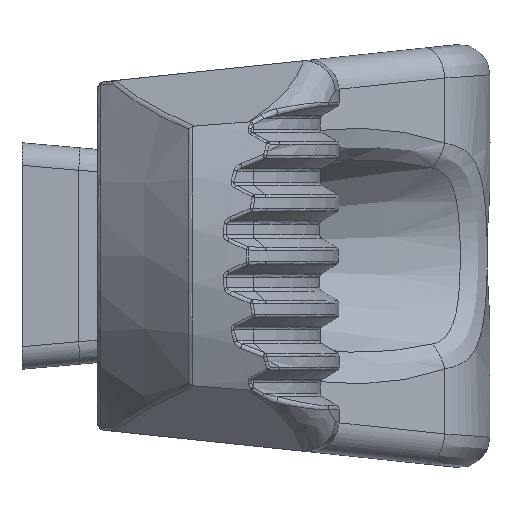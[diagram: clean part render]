
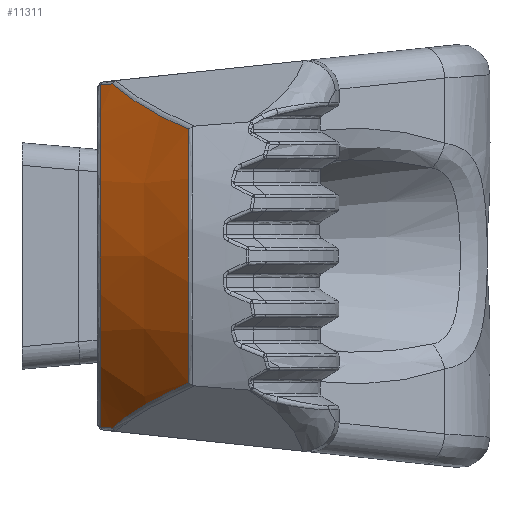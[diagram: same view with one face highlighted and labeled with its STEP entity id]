
A CAD part, left-side view. The second image highlights one B-rep face of the part: STEP entity #11311.
In plain terms, the highlighted conical face has half-angle 40 degrees and reference radius 31.3 mm.
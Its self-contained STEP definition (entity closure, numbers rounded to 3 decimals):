
#472 = CARTESIAN_POINT ( 'NONE',  ( -29.313, -9.471, -20.188 ) ) ;
#648 = CARTESIAN_POINT ( 'NONE',  ( -23.376, -5.975, -22.805 ) ) ;
#927 = CONICAL_SURFACE ( 'NONE', #23956, 31.3, 0.698 ) ;
#1923 = VERTEX_POINT ( 'NONE', #11506 ) ;
#1955 = CARTESIAN_POINT ( 'NONE',  ( -23.376, -5.975, 22.805 ) ) ;
#2068 = CARTESIAN_POINT ( 'NONE',  ( -31.482, -11.036, 19.264 ) ) ;
#3240 = CARTESIAN_POINT ( 'NONE',  ( -27.735, -8.414, -20.869 ) ) ;
#4840 = CARTESIAN_POINT ( 'NONE',  ( -33.291, -12.443, 18.505 ) ) ;
#5877 = AXIS2_PLACEMENT_3D ( 'NONE', #13196, #32520, #15955 ) ;
#6021 = CARTESIAN_POINT ( 'NONE',  ( -25.8, -7.239, -21.718 ) ) ;
#6799 = ORIENTED_EDGE ( 'NONE', *, *, #26496, .F. ) ;
#7044 =( BOUNDED_CURVE ( )  B_SPLINE_CURVE ( 3, ( #27901, #22459, #25225, #8663, #28012, #11456, #30776, #14221, #33568, #16996, #472, #19777, #3240, #22578, #6021, #25358, #8778, #28128 ),
 .UNSPECIFIED., .F., .F. ) 
 B_SPLINE_CURVE_WITH_KNOTS ( ( 4, 2, 2, 2, 2, 2, 2, 2, 4 ),
 ( 0., 0.23, 0.361, 0.492, 0.557, 0.623, 0.754, 0.885, 1. ),
 .UNSPECIFIED. ) 
 CURVE ( )  GEOMETRIC_REPRESENTATION_ITEM ( )  RATIONAL_B_SPLINE_CURVE ( ( 1., 1., 1., 1., 1., 1., 1., 1., 1., 1., 1., 1., 1., 1., 1., 1., 1., 1. ) ) 
 REPRESENTATION_ITEM ( '' )  );
#7507 = CARTESIAN_POINT ( 'NONE',  ( -24.56, -6.561, 22.271 ) ) ;
#7634 = CARTESIAN_POINT ( 'NONE',  ( -35.503, -14.263, 17.589 ) ) ;
#8663 = CARTESIAN_POINT ( 'NONE',  ( -33.885, -12.923, -18.258 ) ) ;
#8778 = CARTESIAN_POINT ( 'NONE',  ( -23.972, -6.259, -22.535 ) ) ;
#8844 = DIRECTION ( 'NONE',  ( 0., 0., -1. ) ) ;
#8961 = CARTESIAN_POINT ( 'NONE',  ( -22.196, -4.891, -22.703 ) ) ;
#9131 = FACE_OUTER_BOUND ( 'NONE', #34444, .T. ) ;
#10289 = CARTESIAN_POINT ( 'NONE',  ( -26.45, -7.62, 21.432 ) ) ;
#10401 = CARTESIAN_POINT ( 'NONE',  ( -37.515, -16.027, 16.77 ) ) ;
#10940 = ORIENTED_EDGE ( 'NONE', *, *, #27394, .F. ) ;
#10952 = CIRCLE ( 'NONE', #5877, 31.3 ) ;
#11311 = ADVANCED_FACE ( 'NONE', ( #9131 ), #927, .T. ) ;
#11329 = EDGE_CURVE ( 'NONE', #30266, #15899, #22605, .T. ) ;
#11456 = CARTESIAN_POINT ( 'NONE',  ( -32.089, -11.5, -19.008 ) ) ;
#11506 = CARTESIAN_POINT ( 'NONE',  ( -37.515, -16.027, 16.77 ) ) ;
#11764 = CARTESIAN_POINT ( 'NONE',  ( -23.376, -5.975, 22.805 ) ) ;
#13067 = CARTESIAN_POINT ( 'NONE',  ( -28.37, -8.829, 20.594 ) ) ;
#13196 = CARTESIAN_POINT ( 'NONE',  ( 0., -4.357, 0. ) ) ;
#14221 = CARTESIAN_POINT ( 'NONE',  ( -30.558, -10.355, -19.656 ) ) ;
#14394 = DIRECTION ( 'NONE',  ( 0., -1., 0. ) ) ;
#15532 = CARTESIAN_POINT ( 'NONE',  ( 0., -16.027, 0. ) ) ;
#15734 = VERTEX_POINT ( 'NONE', #35280 ) ;
#15835 = CARTESIAN_POINT ( 'NONE',  ( -29.626, -9.689, 20.054 ) ) ;
#15865 = ORIENTED_EDGE ( 'NONE', *, *, #29448, .F. ) ;
#15899 = VERTEX_POINT ( 'NONE', #19299 ) ;
#15955 = DIRECTION ( 'NONE',  ( 0., 0., -1. ) ) ;
#16702 = B_SPLINE_CURVE_WITH_KNOTS ( 'NONE', 3,
 ( #25431, #17202, #28319, #11764 ),
 .UNSPECIFIED., .F., .F.,
 ( 4, 4 ),
 ( 0., 1. ),
 .UNSPECIFIED. ) ;
#16996 = CARTESIAN_POINT ( 'NONE',  ( -29.626, -9.689, -20.054 ) ) ;
#17188 = CARTESIAN_POINT ( 'NONE',  ( -22.788, -5.431, -22.754 ) ) ;
#17202 = CARTESIAN_POINT ( 'NONE',  ( -22.196, -4.892, 22.703 ) ) ;
#18324 = DIRECTION ( 'NONE',  ( 1., 0., 0. ) ) ;
#18616 = CARTESIAN_POINT ( 'NONE',  ( -30.558, -10.355, 19.656 ) ) ;
#18883 = EDGE_CURVE ( 'NONE', #26767, #30266, #7044, .T. ) ;
#19299 = CARTESIAN_POINT ( 'NONE',  ( -21.598, -4.357, -22.654 ) ) ;
#19388 = CARTESIAN_POINT ( 'NONE',  ( -37.515, -16.027, -16.77 ) ) ;
#19777 = CARTESIAN_POINT ( 'NONE',  ( -28.37, -8.829, -20.594 ) ) ;
#21035 = CARTESIAN_POINT ( 'NONE',  ( -23.376, -5.975, -22.805 ) ) ;
#21064 = ORIENTED_EDGE ( 'NONE', *, *, #23408, .F. ) ;
#21387 =( BOUNDED_CURVE ( )  B_SPLINE_CURVE ( 3, ( #1955, #35065, #7507, #26850, #10289, #29615, #13067, #32401, #15835, #35183, #18616, #2068, #21413, #4840, #24197, #7634, #26966, #10401 ),
 .UNSPECIFIED., .F., .F. ) 
 B_SPLINE_CURVE_WITH_KNOTS ( ( 4, 2, 2, 2, 2, 2, 2, 2, 4 ),
 ( 0., 0.115, 0.246, 0.377, 0.443, 0.508, 0.639, 0.77, 1. ),
 .UNSPECIFIED. ) 
 CURVE ( )  GEOMETRIC_REPRESENTATION_ITEM ( )  RATIONAL_B_SPLINE_CURVE ( ( 1., 1., 1., 1., 1., 1., 1., 1., 1., 1., 1., 1., 1., 1., 1., 1., 1., 1. ) ) 
 REPRESENTATION_ITEM ( '' )  );
#21413 = CARTESIAN_POINT ( 'NONE',  ( -32.089, -11.5, 19.008 ) ) ;
#22459 = CARTESIAN_POINT ( 'NONE',  ( -36.515, -15.137, -17.175 ) ) ;
#22578 = CARTESIAN_POINT ( 'NONE',  ( -26.45, -7.62, -21.432 ) ) ;
#22605 =( BOUNDED_CURVE ( )  B_SPLINE_CURVE ( 3, ( #648, #17188, #8961, #28301 ),
 .UNSPECIFIED., .F., .F. ) 
 B_SPLINE_CURVE_WITH_KNOTS ( ( 4, 4 ),
 ( 0., 1. ),
 .UNSPECIFIED. ) 
 CURVE ( )  GEOMETRIC_REPRESENTATION_ITEM ( )  RATIONAL_B_SPLINE_CURVE ( ( 1., 1., 1., 1. ) ) 
 REPRESENTATION_ITEM ( '' )  );
#23408 = EDGE_CURVE ( 'NONE', #15899, #30038, #10952, .T. ) ;
#23956 = AXIS2_PLACEMENT_3D ( 'NONE', #28180, #14394, #8844 ) ;
#24197 = CARTESIAN_POINT ( 'NONE',  ( -33.885, -12.923, 18.258 ) ) ;
#25225 = CARTESIAN_POINT ( 'NONE',  ( -35.503, -14.263, -17.589 ) ) ;
#25358 = CARTESIAN_POINT ( 'NONE',  ( -24.56, -6.561, -22.271 ) ) ;
#25431 = CARTESIAN_POINT ( 'NONE',  ( -21.598, -4.357, 22.654 ) ) ;
#26496 = EDGE_CURVE ( 'NONE', #1923, #26767, #33770, .T. ) ;
#26596 = ORIENTED_EDGE ( 'NONE', *, *, #11329, .F. ) ;
#26686 = ORIENTED_EDGE ( 'NONE', *, *, #18883, .F. ) ;
#26767 = VERTEX_POINT ( 'NONE', #19388 ) ;
#26850 = CARTESIAN_POINT ( 'NONE',  ( -25.8, -7.239, 21.718 ) ) ;
#26966 = CARTESIAN_POINT ( 'NONE',  ( -36.515, -15.137, 17.175 ) ) ;
#27394 = EDGE_CURVE ( 'NONE', #15734, #1923, #21387, .T. ) ;
#27901 = CARTESIAN_POINT ( 'NONE',  ( -37.515, -16.027, -16.77 ) ) ;
#28012 = CARTESIAN_POINT ( 'NONE',  ( -33.291, -12.443, -18.505 ) ) ;
#28128 = CARTESIAN_POINT ( 'NONE',  ( -23.376, -5.975, -22.805 ) ) ;
#28180 = CARTESIAN_POINT ( 'NONE',  ( 0., -4.357, 0. ) ) ;
#28301 = CARTESIAN_POINT ( 'NONE',  ( -21.598, -4.357, -22.654 ) ) ;
#28319 = CARTESIAN_POINT ( 'NONE',  ( -22.788, -5.431, 22.754 ) ) ;
#29448 = EDGE_CURVE ( 'NONE', #30038, #15734, #16702, .T. ) ;
#29615 = CARTESIAN_POINT ( 'NONE',  ( -27.735, -8.414, 20.869 ) ) ;
#30038 = VERTEX_POINT ( 'NONE', #34074 ) ;
#30266 = VERTEX_POINT ( 'NONE', #21035 ) ;
#30677 = AXIS2_PLACEMENT_3D ( 'NONE', #15532, #34898, #18324 ) ;
#30776 = CARTESIAN_POINT ( 'NONE',  ( -31.482, -11.036, -19.264 ) ) ;
#32401 = CARTESIAN_POINT ( 'NONE',  ( -29.313, -9.471, 20.188 ) ) ;
#32520 = DIRECTION ( 'NONE',  ( 0., 1., 0. ) ) ;
#33568 = CARTESIAN_POINT ( 'NONE',  ( -30.248, -10.131, -19.788 ) ) ;
#33770 = CIRCLE ( 'NONE', #30677, 41.092 ) ;
#34074 = CARTESIAN_POINT ( 'NONE',  ( -21.598, -4.357, 22.654 ) ) ;
#34444 = EDGE_LOOP ( 'NONE', ( #10940, #15865, #21064, #26596, #26686, #6799 ) ) ;
#34898 = DIRECTION ( 'NONE',  ( 0., -1., 0. ) ) ;
#35065 = CARTESIAN_POINT ( 'NONE',  ( -23.972, -6.259, 22.535 ) ) ;
#35183 = CARTESIAN_POINT ( 'NONE',  ( -30.248, -10.131, 19.788 ) ) ;
#35280 = CARTESIAN_POINT ( 'NONE',  ( -23.376, -5.975, 22.805 ) ) ;
